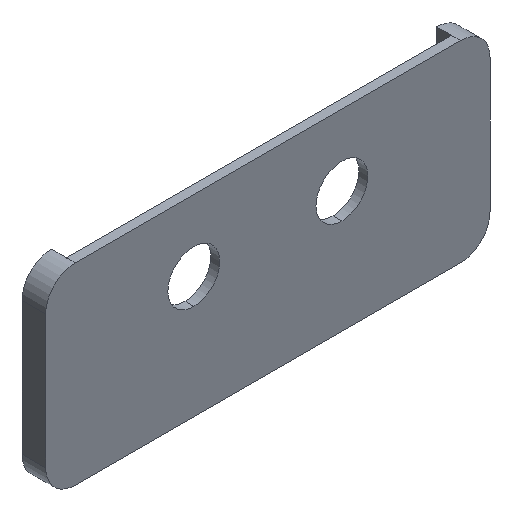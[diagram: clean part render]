
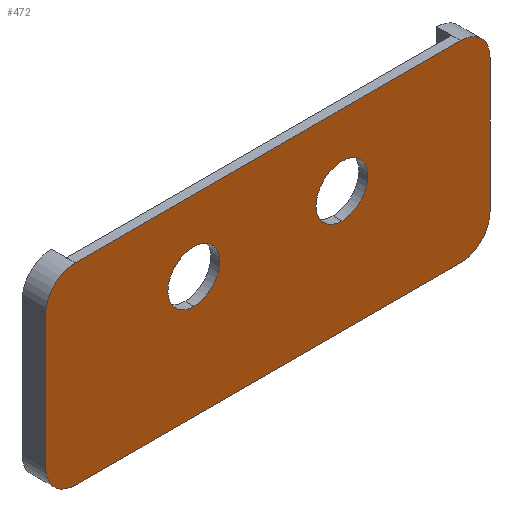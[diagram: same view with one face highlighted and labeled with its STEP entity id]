
A CAD part, isometric view. The second image highlights one B-rep face of the part: STEP entity #472.
In plain terms, the highlighted planar face has unit normal (0, -1, 0).
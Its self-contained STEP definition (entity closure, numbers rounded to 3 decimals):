
#2 = DIRECTION ( 'NONE',  ( 0., 0., -1. ) ) ;
#8 = PLANE ( 'NONE',  #154 ) ;
#12 = EDGE_CURVE ( 'NONE', #158, #256, #238, .T. ) ;
#14 = EDGE_CURVE ( 'NONE', #248, #464, #150, .T. ) ;
#16 = EDGE_CURVE ( 'NONE', #248, #406, #124, .T. ) ;
#17 = CARTESIAN_POINT ( 'NONE',  ( -15., 0., -6.5 ) ) ;
#22 = AXIS2_PLACEMENT_3D ( 'NONE', #55, #452, #411 ) ;
#26 = ORIENTED_EDGE ( 'NONE', *, *, #165, .T. ) ;
#37 = AXIS2_PLACEMENT_3D ( 'NONE', #141, #446, #138 ) ;
#38 = ORIENTED_EDGE ( 'NONE', *, *, #353, .F. ) ;
#55 = CARTESIAN_POINT ( 'NONE',  ( 13., 0., 4.5 ) ) ;
#56 = CIRCLE ( 'NONE', #104, 1.75 ) ;
#68 = AXIS2_PLACEMENT_3D ( 'NONE', #143, #359, #90 ) ;
#85 = ORIENTED_EDGE ( 'NONE', *, *, #541, .F. ) ;
#90 = DIRECTION ( 'NONE',  ( 0., 0., 1. ) ) ;
#95 = DIRECTION ( 'NONE',  ( 0., 0., -1. ) ) ;
#98 = CARTESIAN_POINT ( 'NONE',  ( 5., 0., 1.7 ) ) ;
#101 = CARTESIAN_POINT ( 'NONE',  ( -5., 0., 1.7 ) ) ;
#103 = FACE_OUTER_BOUND ( 'NONE', #126, .T. ) ;
#104 = AXIS2_PLACEMENT_3D ( 'NONE', #101, #286, #187 ) ;
#109 = ORIENTED_EDGE ( 'NONE', *, *, #453, .F. ) ;
#112 = CARTESIAN_POINT ( 'NONE',  ( 15., 0., -6.5 ) ) ;
#118 = CIRCLE ( 'NONE', #442, 1.75 ) ;
#123 = CARTESIAN_POINT ( 'NONE',  ( 13., 0., -6.5 ) ) ;
#124 = CIRCLE ( 'NONE', #37, 2. ) ;
#126 = EDGE_LOOP ( 'NONE', ( #435, #478, #186, #561, #85, #26, #496, #571 ) ) ;
#137 = EDGE_CURVE ( 'NONE', #275, #170, #517, .T. ) ;
#138 = DIRECTION ( 'NONE',  ( 0., 0., 1. ) ) ;
#139 = CARTESIAN_POINT ( 'NONE',  ( 5., 0., 3.45 ) ) ;
#141 = CARTESIAN_POINT ( 'NONE',  ( -13., 0., -4.5 ) ) ;
#142 = CARTESIAN_POINT ( 'NONE',  ( 15., 0., 4.5 ) ) ;
#143 = CARTESIAN_POINT ( 'NONE',  ( 13., 0., -4.5 ) ) ;
#150 = LINE ( 'NONE', #500, #498 ) ;
#154 = AXIS2_PLACEMENT_3D ( 'NONE', #283, #373, #493 ) ;
#157 = CARTESIAN_POINT ( 'NONE',  ( -5., 0., 3.45 ) ) ;
#158 = VERTEX_POINT ( 'NONE', #267 ) ;
#159 = LINE ( 'NONE', #17, #503 ) ;
#162 = AXIS2_PLACEMENT_3D ( 'NONE', #98, #189, #95 ) ;
#165 = EDGE_CURVE ( 'NONE', #252, #462, #265, .T. ) ;
#170 = VERTEX_POINT ( 'NONE', #413 ) ;
#183 = DIRECTION ( 'NONE',  ( 0., 0., 1. ) ) ;
#186 = ORIENTED_EDGE ( 'NONE', *, *, #14, .F. ) ;
#187 = DIRECTION ( 'NONE',  ( 0., 0., -1. ) ) ;
#189 = DIRECTION ( 'NONE',  ( 0., -1., 0. ) ) ;
#192 = FACE_BOUND ( 'NONE', #352, .T. ) ;
#201 = DIRECTION ( 'NONE',  ( -1., 0., 0. ) ) ;
#216 = VERTEX_POINT ( 'NONE', #387 ) ;
#228 = EDGE_CURVE ( 'NONE', #158, #464, #485, .T. ) ;
#233 = CARTESIAN_POINT ( 'NONE',  ( -5., 0., 1.7 ) ) ;
#238 = LINE ( 'NONE', #372, #396 ) ;
#244 = ORIENTED_EDGE ( 'NONE', *, *, #137, .F. ) ;
#248 = VERTEX_POINT ( 'NONE', #522 ) ;
#252 = VERTEX_POINT ( 'NONE', #123 ) ;
#256 = VERTEX_POINT ( 'NONE', #535 ) ;
#261 = CARTESIAN_POINT ( 'NONE',  ( -13., 0., 4.5 ) ) ;
#265 = CIRCLE ( 'NONE', #68, 2. ) ;
#267 = CARTESIAN_POINT ( 'NONE',  ( -13., 0., 6.5 ) ) ;
#275 = VERTEX_POINT ( 'NONE', #139 ) ;
#276 = CARTESIAN_POINT ( 'NONE',  ( 15., 0., -4.5 ) ) ;
#283 = CARTESIAN_POINT ( 'NONE',  ( 0., 0., 0. ) ) ;
#286 = DIRECTION ( 'NONE',  ( 0., -1., 0. ) ) ;
#317 = DIRECTION ( 'NONE',  ( 0., 0., -1. ) ) ;
#325 = CARTESIAN_POINT ( 'NONE',  ( -15., 0., 4.5 ) ) ;
#328 = DIRECTION ( 'NONE',  ( 1., 0., 0. ) ) ;
#329 = FACE_BOUND ( 'NONE', #586, .T. ) ;
#343 = LINE ( 'NONE', #112, #553 ) ;
#347 = CARTESIAN_POINT ( 'NONE',  ( -13., 0., -6.5 ) ) ;
#352 = EDGE_LOOP ( 'NONE', ( #38, #244 ) ) ;
#353 = EDGE_CURVE ( 'NONE', #170, #275, #582, .T. ) ;
#359 = DIRECTION ( 'NONE',  ( 0., -1., 0. ) ) ;
#372 = CARTESIAN_POINT ( 'NONE',  ( -15., 0., 6.5 ) ) ;
#373 = DIRECTION ( 'NONE',  ( 0., 1., 0. ) ) ;
#374 = AXIS2_PLACEMENT_3D ( 'NONE', #261, #393, #569 ) ;
#375 = DIRECTION ( 'NONE',  ( 0., -1., 0. ) ) ;
#378 = DIRECTION ( 'NONE',  ( 0., 0., -1. ) ) ;
#387 = CARTESIAN_POINT ( 'NONE',  ( -5., 0., -0.05 ) ) ;
#393 = DIRECTION ( 'NONE',  ( 0., -1., 0. ) ) ;
#396 = VECTOR ( 'NONE', #328, 1000. ) ;
#406 = VERTEX_POINT ( 'NONE', #347 ) ;
#411 = DIRECTION ( 'NONE',  ( 0., 0., 1. ) ) ;
#412 = CIRCLE ( 'NONE', #22, 2. ) ;
#413 = CARTESIAN_POINT ( 'NONE',  ( 5., 0., -0.05 ) ) ;
#414 = ORIENTED_EDGE ( 'NONE', *, *, #429, .F. ) ;
#426 = EDGE_CURVE ( 'NONE', #471, #256, #412, .T. ) ;
#429 = EDGE_CURVE ( 'NONE', #216, #526, #56, .T. ) ;
#435 = ORIENTED_EDGE ( 'NONE', *, *, #12, .F. ) ;
#440 = CARTESIAN_POINT ( 'NONE',  ( 5., 0., 1.7 ) ) ;
#442 = AXIS2_PLACEMENT_3D ( 'NONE', #233, #375, #2 ) ;
#446 = DIRECTION ( 'NONE',  ( 0., -1., 0. ) ) ;
#452 = DIRECTION ( 'NONE',  ( 0., -1., 0. ) ) ;
#453 = EDGE_CURVE ( 'NONE', #526, #216, #118, .T. ) ;
#462 = VERTEX_POINT ( 'NONE', #276 ) ;
#464 = VERTEX_POINT ( 'NONE', #325 ) ;
#471 = VERTEX_POINT ( 'NONE', #142 ) ;
#472 = ADVANCED_FACE ( 'NONE', ( #329, #192, #103 ), #8, .F. ) ;
#478 = ORIENTED_EDGE ( 'NONE', *, *, #228, .T. ) ;
#479 = AXIS2_PLACEMENT_3D ( 'NONE', #440, #527, #317 ) ;
#485 = CIRCLE ( 'NONE', #374, 2. ) ;
#493 = DIRECTION ( 'NONE',  ( 0., 0., 1. ) ) ;
#496 = ORIENTED_EDGE ( 'NONE', *, *, #558, .F. ) ;
#498 = VECTOR ( 'NONE', #183, 1000. ) ;
#500 = CARTESIAN_POINT ( 'NONE',  ( -15., 0., -6.5 ) ) ;
#503 = VECTOR ( 'NONE', #201, 1000. ) ;
#517 = CIRCLE ( 'NONE', #162, 1.75 ) ;
#522 = CARTESIAN_POINT ( 'NONE',  ( -15., 0., -4.5 ) ) ;
#526 = VERTEX_POINT ( 'NONE', #157 ) ;
#527 = DIRECTION ( 'NONE',  ( 0., -1., 0. ) ) ;
#535 = CARTESIAN_POINT ( 'NONE',  ( 13., 0., 6.5 ) ) ;
#541 = EDGE_CURVE ( 'NONE', #252, #406, #159, .T. ) ;
#553 = VECTOR ( 'NONE', #378, 1000. ) ;
#558 = EDGE_CURVE ( 'NONE', #471, #462, #343, .T. ) ;
#561 = ORIENTED_EDGE ( 'NONE', *, *, #16, .T. ) ;
#569 = DIRECTION ( 'NONE',  ( 0., 0., 1. ) ) ;
#571 = ORIENTED_EDGE ( 'NONE', *, *, #426, .T. ) ;
#582 = CIRCLE ( 'NONE', #479, 1.75 ) ;
#586 = EDGE_LOOP ( 'NONE', ( #414, #109 ) ) ;
